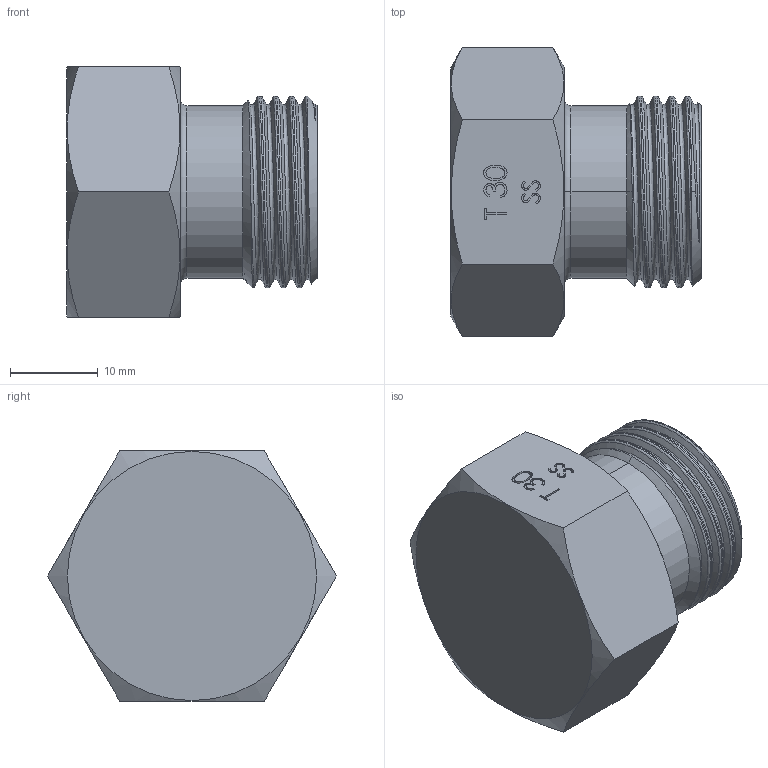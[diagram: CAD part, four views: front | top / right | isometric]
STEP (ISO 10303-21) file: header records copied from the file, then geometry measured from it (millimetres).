
FILE_DESCRIPTION (( 'STEP AP203' ), '1' );
FILE_NAME ('AD-A30MSS-BL.STEP', '2025-08-08T19:53:16', ( '' ), ( '' ), 'SwSTEP 2.0', 'SolidWorks 2018', '' );
FILE_SCHEMA (( 'CONFIG_CONTROL_DESIGN' ));
Length unit declared in the file: inch
Products named in the file (1): AD-A30MSS-BL
Bounding box: 28.57 x 33 x 28.57 mm (x, y, z)
Volume: 13046.8 mm3; surface area: 4250.4 mm2
Topology: 1 solids, 1 shells, 115 faces, 310 edges, 203 vertices
Faces by surface type: bspline 58, plane 30, cylinder 13, cone 12, torus 2
Entity records: 8914 total; most frequent: CARTESIAN_POINT 6449, ORIENTED_EDGE 616, EDGE_CURVE 308, DIRECTION 288, VERTEX_POINT 203, B_SPLINE_CURVE_WITH_KNOTS 138, LINE 128, VECTOR 128
